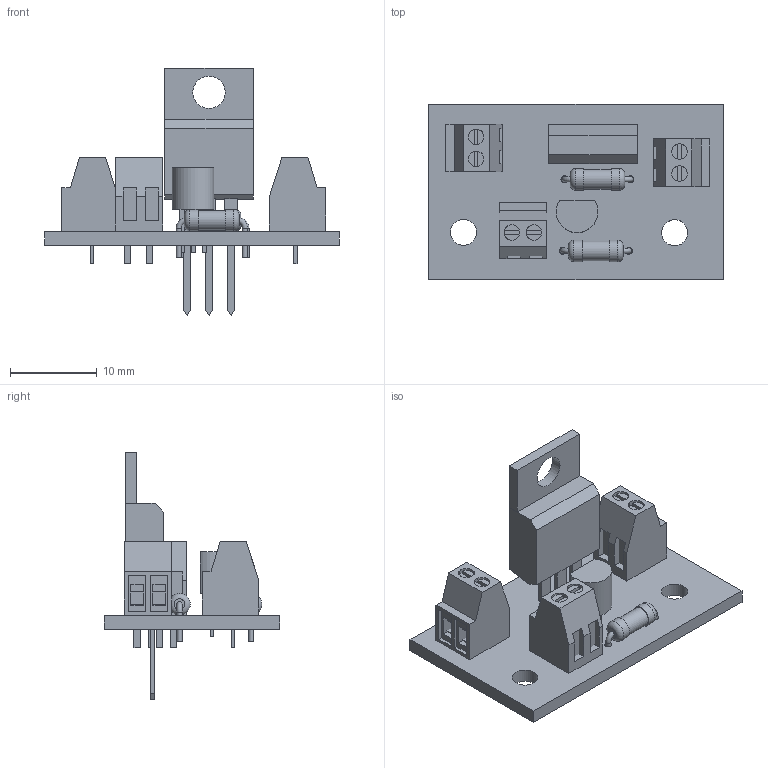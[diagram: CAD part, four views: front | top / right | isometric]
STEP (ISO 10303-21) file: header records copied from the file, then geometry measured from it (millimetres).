
FILE_DESCRIPTION(('KiCad electronic assembly'),'2;1');
FILE_NAME('MOS_SWITCH_LOAD.step','2024-03-08T00:45:18',('Pcbnew'),( 'Kicad'),'Open CASCADE STEP processor 7.6','KiCad to STEP converter' ,'Unknown');
FILE_SCHEMA(('AUTOMOTIVE_DESIGN { 1 0 10303 214 1 1 1 1 }'));
Length unit declared in the file: millimetre
Products named in the file (10): MOS_SWITCH_LOAD 1; R_Axial_DIN0207_L6.3mm_D2.5mm_P7.62mm_Horizontal; SOLID; KF128-2.54-2P; COMPOUND; TO-220-3_Vertical; TO-92_Inline; MOS_SWITCH_LOAD PCB
Assembly tree (12 placements, depth 3):
  MOS_SWITCH_LOAD 1
    R_Axial_DIN0207_L6.3mm_D2.5mm_P7.62mm_Horizontal  x2
      SOLID
    KF128-2.54-2P  x3
      COMPOUND
    TO-220-3_Vertical
      SOLID
    TO-92_Inline
      SOLID
    MOS_SWITCH_LOAD PCB
Bounding box: 33.95 x 20.2 x 28.52 mm (x, y, z)
Volume: 2621.4 mm3; surface area: 4221.3 mm2
Topology: 11 solids, 11 shells, 355 faces, 883 edges, 588 vertices
Faces by surface type: plane 305, cylinder 42, torus 8
Full cylindrical faces by diameter (mm): 0.6 x4, 0.75 x3, 0.8 x4, 1.1 x9, 1.8 x12, 2.25 x2, 2.5 x4, 3 x2, 3.735 x1
Entity records: 13707 total; most frequent: CARTESIAN_POINT 3327, DIRECTION 1819, LINE 1244, VECTOR 1244, ORIENTED_EDGE 932, PCURVE 932, DEFINITIONAL_REPRESENTATION 932, EDGE_CURVE 466
